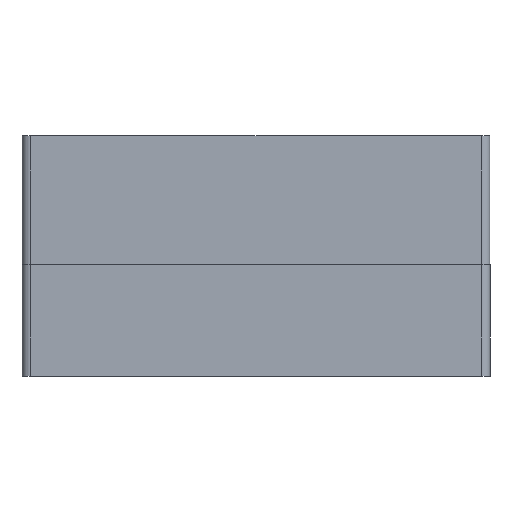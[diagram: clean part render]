
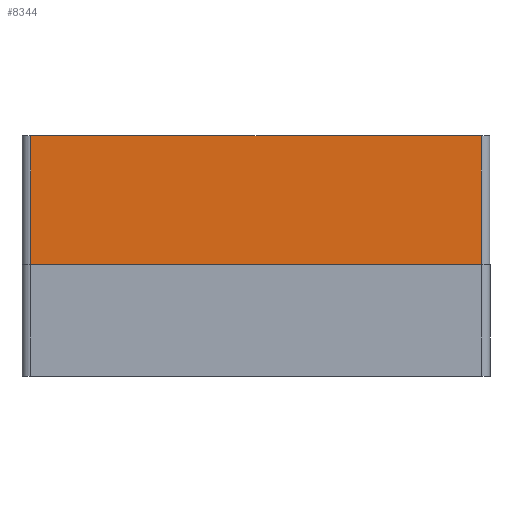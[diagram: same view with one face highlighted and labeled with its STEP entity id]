
A CAD part, left-side view. The second image highlights one B-rep face of the part: STEP entity #8344.
In plain terms, the highlighted planar face has unit normal (-1, 0, 0).
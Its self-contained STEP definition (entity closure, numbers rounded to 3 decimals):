
#590 = PLANE('',#591);
#591 = AXIS2_PLACEMENT_3D('',#592,#593,#594);
#592 = CARTESIAN_POINT('',(0.,0.,15.));
#593 = DIRECTION('',(0.,0.,1.));
#594 = DIRECTION('',(1.,0.,0.));
#618 = CYLINDRICAL_SURFACE('',#619,1.);
#619 = AXIS2_PLACEMENT_3D('',#620,#621,#622);
#620 = CARTESIAN_POINT('',(-14.1,26.25,0.));
#621 = DIRECTION('',(0.,0.,1.));
#622 = DIRECTION('',(-1.,0.,0.));
#646 = PLANE('',#647);
#647 = AXIS2_PLACEMENT_3D('',#648,#649,#650);
#648 = CARTESIAN_POINT('',(-27.425,0.,0.));
#649 = DIRECTION('',(0.,0.,1.));
#650 = DIRECTION('',(1.,0.,-0.));
#849 = CYLINDRICAL_SURFACE('',#850,1.);
#850 = AXIS2_PLACEMENT_3D('',#851,#852,#853);
#851 = CARTESIAN_POINT('',(-14.1,-26.25,0.));
#852 = DIRECTION('',(0.,0.,1.));
#853 = DIRECTION('',(0.,-1.,0.));
#3042 = VERTEX_POINT('',#3043);
#3043 = CARTESIAN_POINT('',(-15.1,26.25,15.));
#3069 = EDGE_CURVE('',#3042,#3070,#3072,.T.);
#3070 = VERTEX_POINT('',#3071);
#3071 = CARTESIAN_POINT('',(-15.1,-26.25,15.));
#3072 = SURFACE_CURVE('',#3073,(#3077,#3083),.PCURVE_S1.);
#3073 = LINE('',#3074,#3075);
#3074 = CARTESIAN_POINT('',(-15.1,-13.625,15.));
#3075 = VECTOR('',#3076,1.);
#3076 = DIRECTION('',(0.,-1.,0.));
#3077 = PCURVE('',#590,#3078);
#3078 = DEFINITIONAL_REPRESENTATION('',(#3079),#3082);
#3079 = B_SPLINE_CURVE_WITH_KNOTS('',1,(#3080,#3081),.UNSPECIFIED.,.F.,
  .F.,(2,2),(-40.875,13.625),.PIECEWISE_BEZIER_KNOTS.);
#3080 = CARTESIAN_POINT('',(-15.1,27.25));
#3081 = CARTESIAN_POINT('',(-15.1,-27.25));
#3082 = ( GEOMETRIC_REPRESENTATION_CONTEXT(2) 
PARAMETRIC_REPRESENTATION_CONTEXT() REPRESENTATION_CONTEXT('2D SPACE',''
  ) );
#3083 = PCURVE('',#3084,#3089);
#3084 = PLANE('',#3085);
#3085 = AXIS2_PLACEMENT_3D('',#3086,#3087,#3088);
#3086 = CARTESIAN_POINT('',(-15.1,-27.25,0.));
#3087 = DIRECTION('',(-1.,0.,0.));
#3088 = DIRECTION('',(0.,1.,0.));
#3089 = DEFINITIONAL_REPRESENTATION('',(#3090),#3093);
#3090 = B_SPLINE_CURVE_WITH_KNOTS('',1,(#3091,#3092),.UNSPECIFIED.,.F.,
  .F.,(2,2),(-40.875,13.625),.PIECEWISE_BEZIER_KNOTS.);
#3091 = CARTESIAN_POINT('',(54.5,-15.));
#3092 = CARTESIAN_POINT('',(0.,-15.));
#3093 = ( GEOMETRIC_REPRESENTATION_CONTEXT(2) 
PARAMETRIC_REPRESENTATION_CONTEXT() REPRESENTATION_CONTEXT('2D SPACE',''
  ) );
#3188 = EDGE_CURVE('',#3189,#3191,#3193,.T.);
#3189 = VERTEX_POINT('',#3190);
#3190 = CARTESIAN_POINT('',(-15.1,-26.25,0.));
#3191 = VERTEX_POINT('',#3192);
#3192 = CARTESIAN_POINT('',(-15.1,26.25,0.));
#3193 = SURFACE_CURVE('',#3194,(#3198,#3205),.PCURVE_S1.);
#3194 = LINE('',#3195,#3196);
#3195 = CARTESIAN_POINT('',(-15.1,-27.25,0.));
#3196 = VECTOR('',#3197,1.);
#3197 = DIRECTION('',(0.,1.,0.));
#3198 = PCURVE('',#646,#3199);
#3199 = DEFINITIONAL_REPRESENTATION('',(#3200),#3204);
#3200 = LINE('',#3201,#3202);
#3201 = CARTESIAN_POINT('',(12.325,-27.25));
#3202 = VECTOR('',#3203,1.);
#3203 = DIRECTION('',(0.,1.));
#3204 = ( GEOMETRIC_REPRESENTATION_CONTEXT(2) 
PARAMETRIC_REPRESENTATION_CONTEXT() REPRESENTATION_CONTEXT('2D SPACE',''
  ) );
#3205 = PCURVE('',#3084,#3206);
#3206 = DEFINITIONAL_REPRESENTATION('',(#3207),#3211);
#3207 = LINE('',#3208,#3209);
#3208 = CARTESIAN_POINT('',(0.,0.));
#3209 = VECTOR('',#3210,1.);
#3210 = DIRECTION('',(1.,0.));
#3211 = ( GEOMETRIC_REPRESENTATION_CONTEXT(2) 
PARAMETRIC_REPRESENTATION_CONTEXT() REPRESENTATION_CONTEXT('2D SPACE',''
  ) );
#3391 = EDGE_CURVE('',#3191,#3042,#3392,.T.);
#3392 = SURFACE_CURVE('',#3393,(#3397,#3404),.PCURVE_S1.);
#3393 = LINE('',#3394,#3395);
#3394 = CARTESIAN_POINT('',(-15.1,26.25,0.));
#3395 = VECTOR('',#3396,1.);
#3396 = DIRECTION('',(0.,0.,1.));
#3397 = PCURVE('',#618,#3398);
#3398 = DEFINITIONAL_REPRESENTATION('',(#3399),#3403);
#3399 = LINE('',#3400,#3401);
#3400 = CARTESIAN_POINT('',(-0.,0.));
#3401 = VECTOR('',#3402,1.);
#3402 = DIRECTION('',(-0.,1.));
#3403 = ( GEOMETRIC_REPRESENTATION_CONTEXT(2) 
PARAMETRIC_REPRESENTATION_CONTEXT() REPRESENTATION_CONTEXT('2D SPACE',''
  ) );
#3404 = PCURVE('',#3084,#3405);
#3405 = DEFINITIONAL_REPRESENTATION('',(#3406),#3410);
#3406 = LINE('',#3407,#3408);
#3407 = CARTESIAN_POINT('',(53.5,0.));
#3408 = VECTOR('',#3409,1.);
#3409 = DIRECTION('',(0.,-1.));
#3410 = ( GEOMETRIC_REPRESENTATION_CONTEXT(2) 
PARAMETRIC_REPRESENTATION_CONTEXT() REPRESENTATION_CONTEXT('2D SPACE',''
  ) );
#3443 = EDGE_CURVE('',#3189,#3070,#3444,.T.);
#3444 = SURFACE_CURVE('',#3445,(#3449,#3456),.PCURVE_S1.);
#3445 = LINE('',#3446,#3447);
#3446 = CARTESIAN_POINT('',(-15.1,-26.25,0.));
#3447 = VECTOR('',#3448,1.);
#3448 = DIRECTION('',(0.,0.,1.));
#3449 = PCURVE('',#849,#3450);
#3450 = DEFINITIONAL_REPRESENTATION('',(#3451),#3455);
#3451 = LINE('',#3452,#3453);
#3452 = CARTESIAN_POINT('',(-1.571,0.));
#3453 = VECTOR('',#3454,1.);
#3454 = DIRECTION('',(-0.,1.));
#3455 = ( GEOMETRIC_REPRESENTATION_CONTEXT(2) 
PARAMETRIC_REPRESENTATION_CONTEXT() REPRESENTATION_CONTEXT('2D SPACE',''
  ) );
#3456 = PCURVE('',#3084,#3457);
#3457 = DEFINITIONAL_REPRESENTATION('',(#3458),#3462);
#3458 = LINE('',#3459,#3460);
#3459 = CARTESIAN_POINT('',(1.,0.));
#3460 = VECTOR('',#3461,1.);
#3461 = DIRECTION('',(0.,-1.));
#3462 = ( GEOMETRIC_REPRESENTATION_CONTEXT(2) 
PARAMETRIC_REPRESENTATION_CONTEXT() REPRESENTATION_CONTEXT('2D SPACE',''
  ) );
#8344 = ADVANCED_FACE('',(#8345),#3084,.T.);
#8345 = FACE_BOUND('',#8346,.T.);
#8346 = EDGE_LOOP('',(#8347,#8348,#8349,#8350));
#8347 = ORIENTED_EDGE('',*,*,#3188,.F.);
#8348 = ORIENTED_EDGE('',*,*,#3443,.T.);
#8349 = ORIENTED_EDGE('',*,*,#3069,.F.);
#8350 = ORIENTED_EDGE('',*,*,#3391,.F.);
